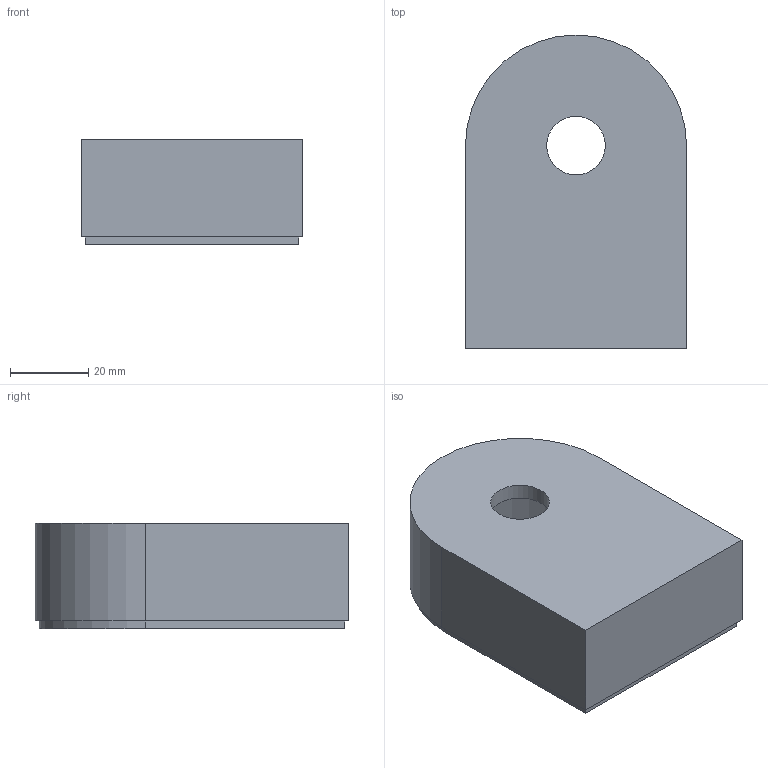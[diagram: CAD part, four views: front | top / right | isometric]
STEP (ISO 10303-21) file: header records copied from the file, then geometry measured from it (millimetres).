
FILE_DESCRIPTION(/* description */ (''),/* implementation_level */ '2;1');
FILE_NAME(/* name */ 'Pencil Sharpener v5.step',/* time_stamp */ '2018-02-16T18:54:18-05:00',/* author */ ('nbrownXDDJA'),/* organization */ (''),/* preprocessor_version */ 'ST-DEVELOPER v16.13',/* originating_system */ 'Autodesk Translation Framework v6.5.0.72',/* authorisation */ '');
FILE_SCHEMA (('AUTOMOTIVE_DESIGN { 1 0 10303 214 3 1 1 }'));
Length unit declared in the file: millimetre
Products named in the file (1): Pencil Sharpener
Bounding box: 56.57 x 80.28 x 27 mm (x, y, z)
Volume: 29427.4 mm3; surface area: 20270.8 mm2
Topology: 1 solids, 1 shells, 19 faces, 45 edges, 30 vertices
Faces by surface type: plane 15, cylinder 4
Full cylindrical faces by diameter (mm): 15 x1
Entity records: 584 total; most frequent: CARTESIAN_POINT 95, DIRECTION 93, ORIENTED_EDGE 90, EDGE_CURVE 45, LINE 37, VECTOR 37, VERTEX_POINT 30, AXIS2_PLACEMENT_3D 28
